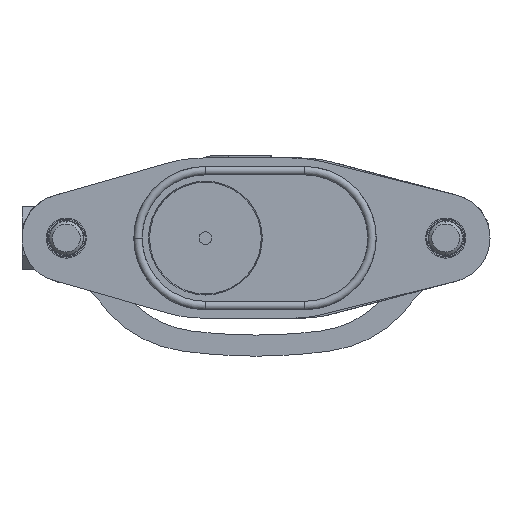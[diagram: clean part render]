
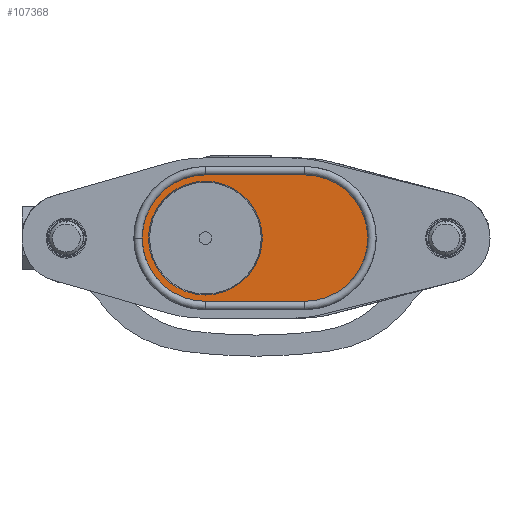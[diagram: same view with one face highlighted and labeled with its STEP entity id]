
A CAD part, front view. The second image highlights one B-rep face of the part: STEP entity #107368.
In plain terms, the highlighted planar face has unit normal (0, -1, 0).
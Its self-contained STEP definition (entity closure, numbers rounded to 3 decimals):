
#5474 = ORIENTED_EDGE ( 'NONE', *, *, #100038, .F. ) ;
#7905 = AXIS2_PLACEMENT_3D ( 'NONE', #91554, #22053, #162837 ) ;
#22053 = DIRECTION ( 'NONE',  ( 0., 1., 0. ) ) ;
#22106 = EDGE_CURVE ( 'NONE', #119065, #111931, #179723, .T. ) ;
#24627 = CARTESIAN_POINT ( 'NONE',  ( -25., 0., 0. ) ) ;
#27777 = CARTESIAN_POINT ( 'NONE',  ( -10., 0., -15. ) ) ;
#28236 = VECTOR ( 'NONE', #71006, 1000. ) ;
#31657 = EDGE_CURVE ( 'NONE', #75919, #51317, #152037, .T. ) ;
#32720 = LINE ( 'NONE', #142470, #28236 ) ;
#44553 = DIRECTION ( 'NONE',  ( 0., 1., 0. ) ) ;
#49407 = AXIS2_PLACEMENT_3D ( 'NONE', #130408, #44553, #143523 ) ;
#50954 = CIRCLE ( 'NONE', #153372, 15. ) ;
#51264 = CIRCLE ( 'NONE', #7905, 13.5 ) ;
#51317 = VERTEX_POINT ( 'NONE', #27777 ) ;
#51748 = DIRECTION ( 'NONE',  ( -1., 0., 0. ) ) ;
#54630 = CARTESIAN_POINT ( 'NONE',  ( 13.5, 0., 0. ) ) ;
#55557 = ORIENTED_EDGE ( 'NONE', *, *, #140222, .T. ) ;
#58016 = DIRECTION ( 'NONE',  ( 0., 0., 1. ) ) ;
#66884 = VECTOR ( 'NONE', #51748, 1000. ) ;
#67972 = AXIS2_PLACEMENT_3D ( 'NONE', #54630, #116117, #158574 ) ;
#69778 = ORIENTED_EDGE ( 'NONE', *, *, #168090, .F. ) ;
#71006 = DIRECTION ( 'NONE',  ( 1., 0., 0. ) ) ;
#71708 = EDGE_CURVE ( 'NONE', #175002, #171855, #51264, .T. ) ;
#75919 = VERTEX_POINT ( 'NONE', #124283 ) ;
#79228 = CARTESIAN_POINT ( 'NONE',  ( -10., 0., -13.5 ) ) ;
#79559 = ORIENTED_EDGE ( 'NONE', *, *, #22106, .T. ) ;
#79922 = CARTESIAN_POINT ( 'NONE',  ( 13.5, 0., -15. ) ) ;
#84111 = DIRECTION ( 'NONE',  ( 0., 1., 0. ) ) ;
#88934 = DIRECTION ( 'NONE',  ( 0., -1., 0. ) ) ;
#91554 = CARTESIAN_POINT ( 'NONE',  ( -10., 0., 0. ) ) ;
#91610 = AXIS2_PLACEMENT_3D ( 'NONE', #158776, #115725, #58016 ) ;
#94459 = AXIS2_PLACEMENT_3D ( 'NONE', #159014, #88934, #158388 ) ;
#100038 = EDGE_CURVE ( 'NONE', #119065, #142321, #32720, .T. ) ;
#100363 = CIRCLE ( 'NONE', #49407, 13.5 ) ;
#106330 = FACE_BOUND ( 'NONE', #166478, .T. ) ;
#107368 = ADVANCED_FACE ( 'NONE', ( #144334, #106330 ), #173166, .F. ) ;
#111931 = VERTEX_POINT ( 'NONE', #24627 ) ;
#115725 = DIRECTION ( 'NONE',  ( 0., 1., 0. ) ) ;
#116117 = DIRECTION ( 'NONE',  ( 0., 1., 0. ) ) ;
#119065 = VERTEX_POINT ( 'NONE', #129965 ) ;
#124283 = CARTESIAN_POINT ( 'NONE',  ( 13.5, 0., -15. ) ) ;
#129965 = CARTESIAN_POINT ( 'NONE',  ( -10., 0., 15. ) ) ;
#130408 = CARTESIAN_POINT ( 'NONE',  ( -10., 0., 0. ) ) ;
#131206 = EDGE_CURVE ( 'NONE', #142321, #75919, #149199, .T. ) ;
#132681 = ORIENTED_EDGE ( 'NONE', *, *, #71708, .T. ) ;
#140222 = EDGE_CURVE ( 'NONE', #171855, #175002, #100363, .T. ) ;
#142321 = VERTEX_POINT ( 'NONE', #163507 ) ;
#142470 = CARTESIAN_POINT ( 'NONE',  ( -10., 0., 15. ) ) ;
#143523 = DIRECTION ( 'NONE',  ( 0., 0., 1. ) ) ;
#144334 = FACE_OUTER_BOUND ( 'NONE', #144872, .T. ) ;
#144872 = EDGE_LOOP ( 'NONE', ( #79559, #69778, #169061, #158804, #5474 ) ) ;
#149199 = CIRCLE ( 'NONE', #67972, 15. ) ;
#152037 = LINE ( 'NONE', #79922, #66884 ) ;
#153372 = AXIS2_PLACEMENT_3D ( 'NONE', #169901, #84111, #169269 ) ;
#158388 = DIRECTION ( 'NONE',  ( 0., 0., -1. ) ) ;
#158574 = DIRECTION ( 'NONE',  ( 0., 0., 1. ) ) ;
#158776 = CARTESIAN_POINT ( 'NONE',  ( -10.5, 0., 11. ) ) ;
#158804 = ORIENTED_EDGE ( 'NONE', *, *, #131206, .F. ) ;
#159014 = CARTESIAN_POINT ( 'NONE',  ( -10., 0., 0. ) ) ;
#162837 = DIRECTION ( 'NONE',  ( 0., 0., 1. ) ) ;
#163507 = CARTESIAN_POINT ( 'NONE',  ( 13.5, 0., 15. ) ) ;
#166478 = EDGE_LOOP ( 'NONE', ( #132681, #55557 ) ) ;
#168090 = EDGE_CURVE ( 'NONE', #51317, #111931, #50954, .T. ) ;
#169061 = ORIENTED_EDGE ( 'NONE', *, *, #31657, .F. ) ;
#169269 = DIRECTION ( 'NONE',  ( 0., 0., 1. ) ) ;
#169901 = CARTESIAN_POINT ( 'NONE',  ( -10., 0., 0. ) ) ;
#171855 = VERTEX_POINT ( 'NONE', #178632 ) ;
#173166 = PLANE ( 'NONE',  #91610 ) ;
#175002 = VERTEX_POINT ( 'NONE', #79228 ) ;
#178632 = CARTESIAN_POINT ( 'NONE',  ( -10., 0., 13.5 ) ) ;
#179723 = CIRCLE ( 'NONE', #94459, 15. ) ;
